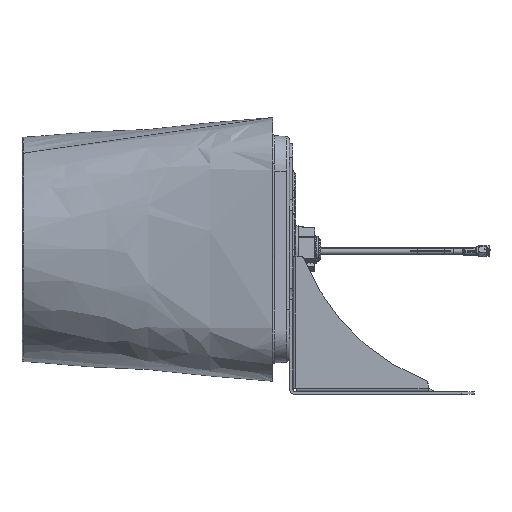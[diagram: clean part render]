
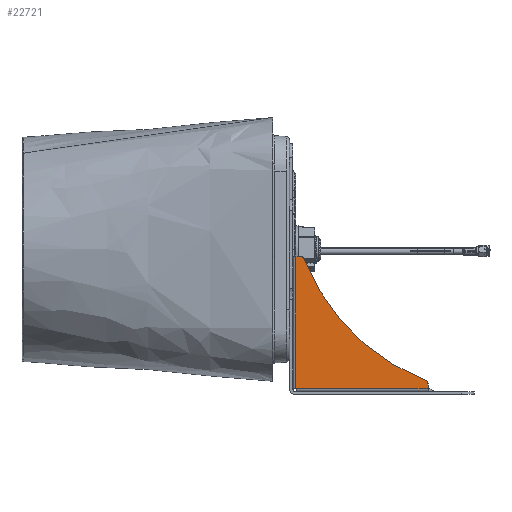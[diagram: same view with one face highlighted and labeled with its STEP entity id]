
A CAD part, left-side view. The second image highlights one B-rep face of the part: STEP entity #22721.
In plain terms, the highlighted planar face has unit normal (-1, 0, 0).
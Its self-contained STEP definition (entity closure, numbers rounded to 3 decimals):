
#134 = ORIENTED_EDGE ( 'NONE', *, *, #5075, .T. ) ;
#1161 = DIRECTION ( 'NONE',  ( 0., 0., -1. ) ) ;
#1547 = CARTESIAN_POINT ( 'NONE',  ( 100.289, -163.665, -104.5 ) ) ;
#1617 = CARTESIAN_POINT ( 'NONE',  ( 100.289, -319.413, 51.048 ) ) ;
#2079 = VERTEX_POINT ( 'NONE', #26978 ) ;
#2338 = VERTEX_POINT ( 'NONE', #30561 ) ;
#2680 = DIRECTION ( 'NONE',  ( 0., 0., -1. ) ) ;
#4379 = VECTOR ( 'NONE', #12567, 1000. ) ;
#5075 = EDGE_CURVE ( 'NONE', #6821, #20996, #19309, .T. ) ;
#6821 = VERTEX_POINT ( 'NONE', #30182 ) ;
#6904 = LINE ( 'NONE', #26389, #17775 ) ;
#6948 = VECTOR ( 'NONE', #29287, 1000. ) ;
#6973 = CARTESIAN_POINT ( 'NONE',  ( 100.289, -167.291, -7.5 ) ) ;
#6996 = AXIS2_PLACEMENT_3D ( 'NONE', #18566, #7169, #21131 ) ;
#7169 = DIRECTION ( 'NONE',  ( -1., 0., 0. ) ) ;
#7194 = CIRCLE ( 'NONE', #6996, 3. ) ;
#7556 = VECTOR ( 'NONE', #9054, 1000. ) ;
#7897 = LINE ( 'NONE', #26850, #16126 ) ;
#8061 = CARTESIAN_POINT ( 'NONE',  ( 100.289, -163.665, -4.5 ) ) ;
#8820 = ORIENTED_EDGE ( 'NONE', *, *, #16573, .T. ) ;
#8999 = ORIENTED_EDGE ( 'NONE', *, *, #30769, .T. ) ;
#9054 = DIRECTION ( 'NONE',  ( 0., 0., -1. ) ) ;
#9182 = CARTESIAN_POINT ( 'NONE',  ( 100.289, -263.865, -104.7 ) ) ;
#9330 = DIRECTION ( 'NONE',  ( 0., -1., 0. ) ) ;
#9597 = VECTOR ( 'NONE', #9330, 1000. ) ;
#10233 = DIRECTION ( 'NONE',  ( 0., 0., 1. ) ) ;
#10364 = ORIENTED_EDGE ( 'NONE', *, *, #22819, .T. ) ;
#10554 = VERTEX_POINT ( 'NONE', #1547 ) ;
#11104 = EDGE_CURVE ( 'NONE', #2338, #17230, #13051, .T. ) ;
#11360 = EDGE_CURVE ( 'NONE', #17230, #10554, #14318, .T. ) ;
#12567 = DIRECTION ( 'NONE',  ( 0., 1., 0. ) ) ;
#12618 = CIRCLE ( 'NONE', #18184, 160. ) ;
#13051 = LINE ( 'NONE', #20941, #4379 ) ;
#13090 = ORIENTED_EDGE ( 'NONE', *, *, #11360, .T. ) ;
#13910 = EDGE_CURVE ( 'NONE', #25235, #20125, #7194, .T. ) ;
#14318 = LINE ( 'NONE', #21399, #6948 ) ;
#15697 = CARTESIAN_POINT ( 'NONE',  ( 100.289, -163.865, -104.7 ) ) ;
#15741 = CARTESIAN_POINT ( 'NONE',  ( 100.289, -261.943, -98.274 ) ) ;
#15829 = AXIS2_PLACEMENT_3D ( 'NONE', #1617, #34531, #17891 ) ;
#16126 = VECTOR ( 'NONE', #10233, 1000. ) ;
#16511 = VERTEX_POINT ( 'NONE', #9182 ) ;
#16573 = EDGE_CURVE ( 'NONE', #2079, #2338, #27060, .T. ) ;
#17230 = VERTEX_POINT ( 'NONE', #8061 ) ;
#17775 = VECTOR ( 'NONE', #32328, 1000. ) ;
#17784 = DIRECTION ( 'NONE',  ( -1., 0., 0. ) ) ;
#17891 = DIRECTION ( 'NONE',  ( 0., 0., -1. ) ) ;
#18184 = AXIS2_PLACEMENT_3D ( 'NONE', #30567, #21715, #2680 ) ;
#18566 = CARTESIAN_POINT ( 'NONE',  ( 100.289, -260.865, -101.074 ) ) ;
#19309 = LINE ( 'NONE', #22869, #7556 ) ;
#20125 = VERTEX_POINT ( 'NONE', #15741 ) ;
#20941 = CARTESIAN_POINT ( 'NONE',  ( 100.289, -161.365, -4.5 ) ) ;
#20996 = VERTEX_POINT ( 'NONE', #15697 ) ;
#21131 = DIRECTION ( 'NONE',  ( 0., 0., -1. ) ) ;
#21399 = CARTESIAN_POINT ( 'NONE',  ( 100.289, -163.665, -4.5 ) ) ;
#21715 = DIRECTION ( 'NONE',  ( 1., 0., 0. ) ) ;
#22721 = ADVANCED_FACE ( 'NONE', ( #28303 ), #31713, .F. ) ;
#22819 = EDGE_CURVE ( 'NONE', #16511, #25235, #7897, .T. ) ;
#22869 = CARTESIAN_POINT ( 'NONE',  ( 100.289, -163.865, -104.5 ) ) ;
#23632 = EDGE_CURVE ( 'NONE', #20125, #2079, #12618, .T. ) ;
#23887 = LINE ( 'NONE', #28619, #9597 ) ;
#23925 = ORIENTED_EDGE ( 'NONE', *, *, #11104, .T. ) ;
#25235 = VERTEX_POINT ( 'NONE', #29278 ) ;
#26389 = CARTESIAN_POINT ( 'NONE',  ( 100.289, -163.865, -104.5 ) ) ;
#26850 = CARTESIAN_POINT ( 'NONE',  ( 100.289, -263.865, -107. ) ) ;
#26978 = CARTESIAN_POINT ( 'NONE',  ( 100.289, -170.091, -6.422 ) ) ;
#27060 = CIRCLE ( 'NONE', #28814, 3. ) ;
#27891 = EDGE_LOOP ( 'NONE', ( #28567, #8820, #23925, #13090, #8999, #134, #32149, #10364, #30504 ) ) ;
#28303 = FACE_OUTER_BOUND ( 'NONE', #27891, .T. ) ;
#28567 = ORIENTED_EDGE ( 'NONE', *, *, #23632, .T. ) ;
#28619 = CARTESIAN_POINT ( 'NONE',  ( 100.289, -163.865, -104.7 ) ) ;
#28814 = AXIS2_PLACEMENT_3D ( 'NONE', #6973, #17784, #1161 ) ;
#29278 = CARTESIAN_POINT ( 'NONE',  ( 100.289, -263.865, -101.074 ) ) ;
#29287 = DIRECTION ( 'NONE',  ( 0., 0., -1. ) ) ;
#30182 = CARTESIAN_POINT ( 'NONE',  ( 100.289, -163.865, -104.5 ) ) ;
#30504 = ORIENTED_EDGE ( 'NONE', *, *, #13910, .T. ) ;
#30561 = CARTESIAN_POINT ( 'NONE',  ( 100.289, -167.291, -4.5 ) ) ;
#30567 = CARTESIAN_POINT ( 'NONE',  ( 100.289, -319.413, 51.048 ) ) ;
#30769 = EDGE_CURVE ( 'NONE', #10554, #6821, #6904, .T. ) ;
#31713 = PLANE ( 'NONE',  #15829 ) ;
#32149 = ORIENTED_EDGE ( 'NONE', *, *, #33652, .T. ) ;
#32328 = DIRECTION ( 'NONE',  ( 0., -1., 0. ) ) ;
#33652 = EDGE_CURVE ( 'NONE', #20996, #16511, #23887, .T. ) ;
#34531 = DIRECTION ( 'NONE',  ( 1., 0., 0. ) ) ;
